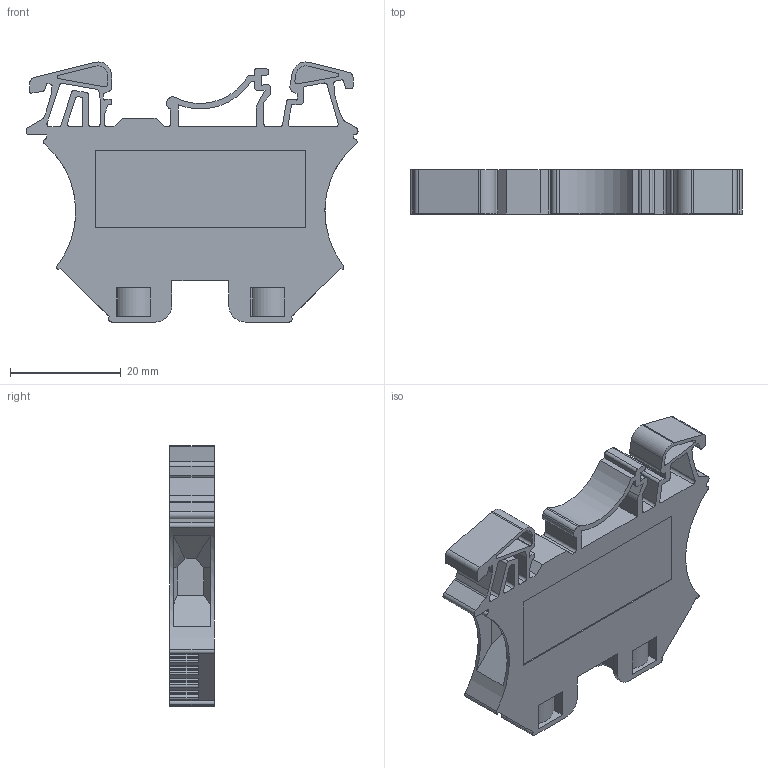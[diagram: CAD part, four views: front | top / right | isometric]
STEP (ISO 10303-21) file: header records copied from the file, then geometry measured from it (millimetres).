
FILE_DESCRIPTION( ( 'STEP AP203' ), '1' );
FILE_NAME( 'CDU6.stp', '2023-01-11T06:33:09', ( ' ' ), ( ' ' ), 'XStep 1.0', ' ', ' ' );
FILE_SCHEMA( ( 'CONFIG_CONTROL_DESIGN) ( )' ) );
Length unit declared in the file: metre
Products named in the file (1): 1
Bounding box: 60 x 8 x 47 mm (x, y, z)
Volume: 12069.1 mm3; surface area: 8150.6 mm2
Topology: 1 solids, 1 shells, 371 faces, 1050 edges, 694 vertices
Faces by surface type: plane 232, cylinder 133, torus 4, bspline 2
Full cylindrical faces by diameter (mm): 1.9 x4, 5.5 x2
Entity records: 12030 total; most frequent: CARTESIAN_POINT 2132, ORIENTED_EDGE 2076, DIRECTION 2052, EDGE_CURVE 1038, LINE 764, VECTOR 764, VERTEX_POINT 692, AXIS2_PLACEMENT_3D 644
